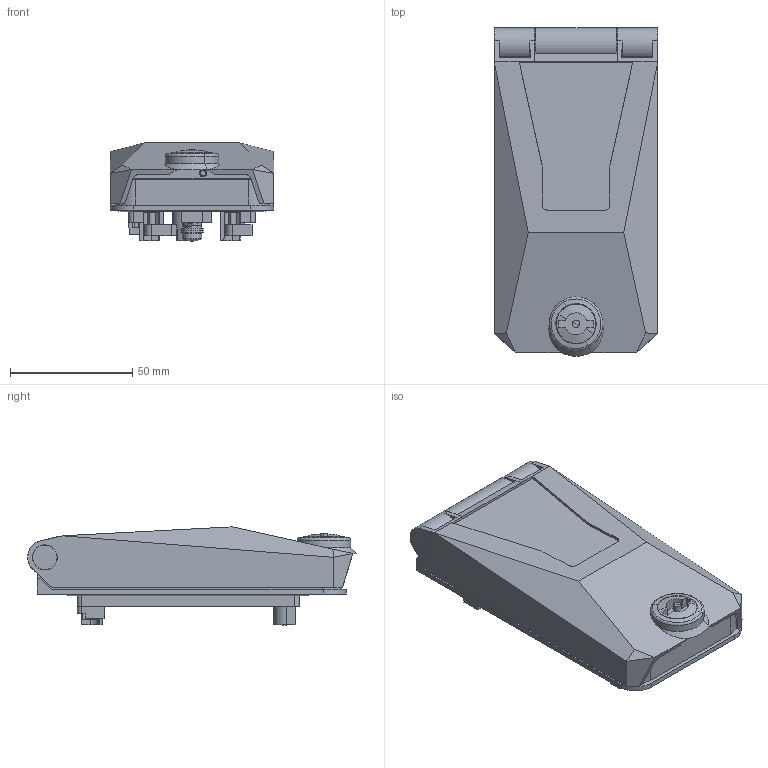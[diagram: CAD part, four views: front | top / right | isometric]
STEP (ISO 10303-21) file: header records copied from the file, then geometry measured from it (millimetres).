
FILE_DESCRIPTION(('CATIA V5 STEP Exchange','CAx-IF Rec.Pracs.--- Model Styling and Organization---1.4--- 2014-01-23'),'2;1');
FILE_NAME ('173185-4_1_2003140000_2003140000.stp','2019-10-22T12:36:08+00:00',('none'),('Weidmueller'),'CATIA Version 5-6 Release 2016 SP3 HF44','CATIA V5 STEP AP214','none');
FILE_SCHEMA(('AUTOMOTIVE_DESIGN { 1 0 10303 214 1 1 1 1 }'));
Length unit declared in the file: millimetre
Products named in the file (1): 2003140000
Bounding box: 66.9 x 134.14 x 40.12 mm (x, y, z)
Volume: 95857 mm3; surface area: 66942.4 mm2
Topology: 19 solids, 19 shells, 839 faces, 2234 edges, 1432 vertices
Faces by surface type: plane 452, cylinder 206, cone 91, torus 38, bspline 22, sphere 20, extrusion 10
Entity records: 26818 total; most frequent: CARTESIAN_POINT 7681, ORIENTED_EDGE 4448, DIRECTION 3020, EDGE_CURVE 2224, VERTEX_POINT 1433, AXIS2_PLACEMENT_3D 1188, VECTOR 1182, LINE 1172
